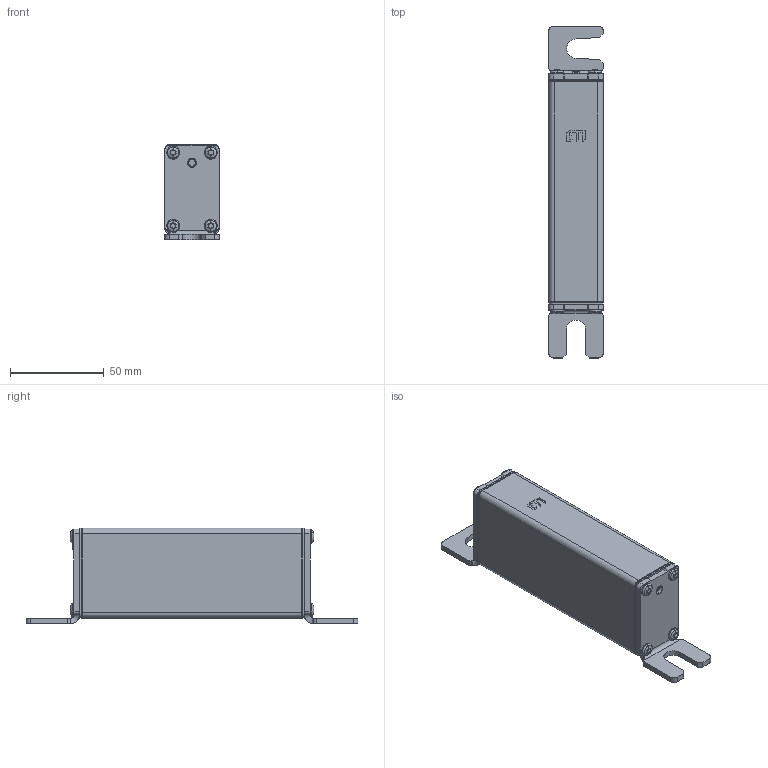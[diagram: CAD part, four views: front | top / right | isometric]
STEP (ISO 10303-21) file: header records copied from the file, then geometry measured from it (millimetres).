
FILE_DESCRIPTION((''),'2;1');
FILE_NAME('01XLS_1500V_ASM','2021-09-27T',('marketing.praksa'),('Audax d.o.o.'),'CREO PARAMETRIC BY PTC INC, 2017480','CREO PARAMETRIC BY PTC INC, 2017480','');
FILE_SCHEMA(('AUTOMOTIVE_DESIGN { 1 0 10303 214 1 1 1 1 }'));
Length unit declared in the file: millimetre
Products named in the file (9): 0000060942_2_1; 0000011548_1_1_2_3; 0000029831_1; 0000029826_1; 0000011586_1_1; 0000011580_1_1_2_3_4_5_6_7_8_13; 0000011599_1_1_2_3_4_5_6_7_8_12; 0000043213_1_1; 01XLS_1500V_ASM
Assembly tree (16 placements, depth 2):
  01XLS_1500V_ASM
    0000060942_2_1
    0000011548_1_1_2_3  x2
    0000029831_1
    0000029826_1
    0000011586_1_1
    0000011580_1_1_2_3_4_5_6_7_8_13
    0000011599_1_1_2_3_4_5_6_7_8_12
    0000043213_1_1  x8
Bounding box: 29 x 176.6 x 51 mm (x, y, z)
Volume: 174476.4 mm3; surface area: 39492.1 mm2
Topology: 16 solids, 24 shells, 945 faces, 2614 edges, 1700 vertices
Faces by surface type: cylinder 469, plane 193, bspline 147, cone 64, torus 40, sphere 16, extrusion 16
Entity records: 26559 total; most frequent: CARTESIAN_POINT 8257, DIRECTION 2562, ORIENTED_EDGE 2434, EDGE_CURVE 1233, AXIS2_PLACEMENT_3D 983, PRESENTATION_STYLE_ASSIGNMENT 834, VERTEX_POINT 792, STYLED_ITEM 783
